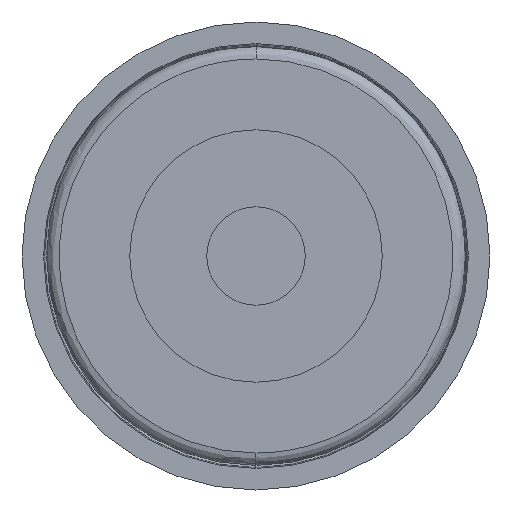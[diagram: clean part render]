
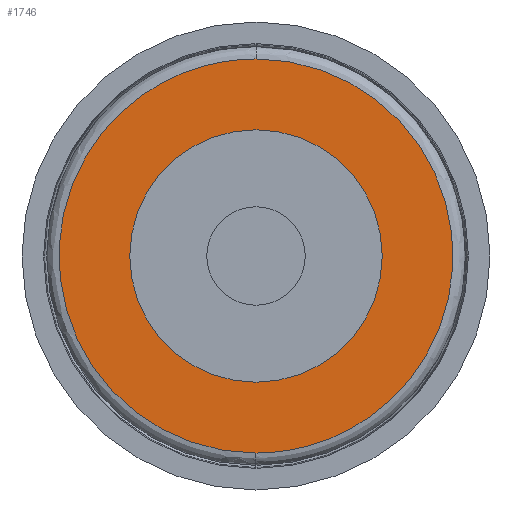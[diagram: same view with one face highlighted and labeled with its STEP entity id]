
A CAD part, front view. The second image highlights one B-rep face of the part: STEP entity #1746.
In plain terms, the highlighted planar face has unit normal (0, -1, 0).
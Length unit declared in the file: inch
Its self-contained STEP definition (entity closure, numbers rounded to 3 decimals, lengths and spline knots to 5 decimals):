
#16 = DIRECTION ( 'NONE',  ( 0., 0., -1. ) ) ;
#165 = FACE_BOUND ( 'NONE', #2024, .T. ) ;
#207 = EDGE_CURVE ( 'NONE', #469, #2828, #1516, .T. ) ;
#240 = DIRECTION ( 'NONE',  ( 0., 0., -1. ) ) ;
#272 = CARTESIAN_POINT ( 'NONE',  ( 2.29235, 0.8464, 2.25286 ) ) ;
#469 = VERTEX_POINT ( 'NONE', #4242 ) ;
#579 =( BOUNDED_CURVE ( )  B_SPLINE_CURVE ( 3, ( #1793, #3368, #2973, #1401 ),
 .UNSPECIFIED., .F., .F. ) 
 B_SPLINE_CURVE_WITH_KNOTS ( ( 4, 4 ),
 ( 0., 1. ),
 .UNSPECIFIED. ) 
 CURVE ( )  GEOMETRIC_REPRESENTATION_ITEM ( )  RATIONAL_B_SPLINE_CURVE ( ( 1., 0.333, 0.333, 1. ) ) 
 REPRESENTATION_ITEM ( '' )  );
#617 = CARTESIAN_POINT ( 'NONE',  ( 1.48526, 0.8464, 2.25286 ) ) ;
#762 = ORIENTED_EDGE ( 'NONE', *, *, #2809, .F. ) ;
#822 = CARTESIAN_POINT ( 'NONE',  ( 4.00495, 0.8464, 0.99302 ) ) ;
#1066 = CIRCLE ( 'NONE', #4268, 0.80709 ) ;
#1297 = ORIENTED_EDGE ( 'NONE', *, *, #1602, .F. ) ;
#1401 = CARTESIAN_POINT ( 'NONE',  ( 1.48526, 0.8464, 3.5127 ) ) ;
#1516 = CIRCLE ( 'NONE', #4993, 0.80709 ) ;
#1602 = EDGE_CURVE ( 'NONE', #1709, #3767, #579, .T. ) ;
#1709 = VERTEX_POINT ( 'NONE', #4588 ) ;
#1746 = ADVANCED_FACE ( 'NONE', ( #165, #3166 ), #4939, .T. ) ;
#1756 = EDGE_CURVE ( 'NONE', #2828, #469, #1066, .T. ) ;
#1787 = DIRECTION ( 'NONE',  ( 0., 0., -1. ) ) ;
#1793 = CARTESIAN_POINT ( 'NONE',  ( 1.48526, 0.8464, 0.99302 ) ) ;
#2024 = EDGE_LOOP ( 'NONE', ( #2471, #2856 ) ) ;
#2343 = DIRECTION ( 'NONE',  ( 0., 1., 0. ) ) ;
#2471 = ORIENTED_EDGE ( 'NONE', *, *, #207, .T. ) ;
#2778 = CARTESIAN_POINT ( 'NONE',  ( 1.48526, 0.8464, 3.5127 ) ) ;
#2798 = CARTESIAN_POINT ( 'NONE',  ( 1.48526, 0.8464, 3.05995 ) ) ;
#2809 = EDGE_CURVE ( 'NONE', #3767, #1709, #4002, .T. ) ;
#2828 = VERTEX_POINT ( 'NONE', #2798 ) ;
#2856 = ORIENTED_EDGE ( 'NONE', *, *, #1756, .T. ) ;
#2968 = DIRECTION ( 'NONE',  ( 0., 1., 0. ) ) ;
#2973 = CARTESIAN_POINT ( 'NONE',  ( -1.03442, 0.8464, 3.5127 ) ) ;
#3166 = FACE_OUTER_BOUND ( 'NONE', #3286, .T. ) ;
#3175 = CARTESIAN_POINT ( 'NONE',  ( 4.00495, 0.8464, 3.5127 ) ) ;
#3286 = EDGE_LOOP ( 'NONE', ( #762, #1297 ) ) ;
#3368 = CARTESIAN_POINT ( 'NONE',  ( -1.03442, 0.8464, 0.99302 ) ) ;
#3575 = CARTESIAN_POINT ( 'NONE',  ( 1.48526, 0.8464, 0.99302 ) ) ;
#3650 = CARTESIAN_POINT ( 'NONE',  ( 1.48526, 0.8464, 3.5127 ) ) ;
#3767 = VERTEX_POINT ( 'NONE', #3650 ) ;
#4002 =( BOUNDED_CURVE ( )  B_SPLINE_CURVE ( 3, ( #2778, #3175, #822, #3575 ),
 .UNSPECIFIED., .F., .F. ) 
 B_SPLINE_CURVE_WITH_KNOTS ( ( 4, 4 ),
 ( 0., 1. ),
 .UNSPECIFIED. ) 
 CURVE ( )  GEOMETRIC_REPRESENTATION_ITEM ( )  RATIONAL_B_SPLINE_CURVE ( ( 1., 0.333, 0.333, 1. ) ) 
 REPRESENTATION_ITEM ( '' )  );
#4242 = CARTESIAN_POINT ( 'NONE',  ( 1.48526, 0.8464, 1.44577 ) ) ;
#4268 = AXIS2_PLACEMENT_3D ( 'NONE', #617, #2968, #240 ) ;
#4515 = AXIS2_PLACEMENT_3D ( 'NONE', #272, #4551, #1787 ) ;
#4551 = DIRECTION ( 'NONE',  ( 0., -1., 0. ) ) ;
#4588 = CARTESIAN_POINT ( 'NONE',  ( 1.48526, 0.8464, 0.99302 ) ) ;
#4701 = CARTESIAN_POINT ( 'NONE',  ( 1.48526, 0.8464, 2.25286 ) ) ;
#4939 = PLANE ( 'NONE',  #4515 ) ;
#4993 = AXIS2_PLACEMENT_3D ( 'NONE', #4701, #2343, #16 ) ;
